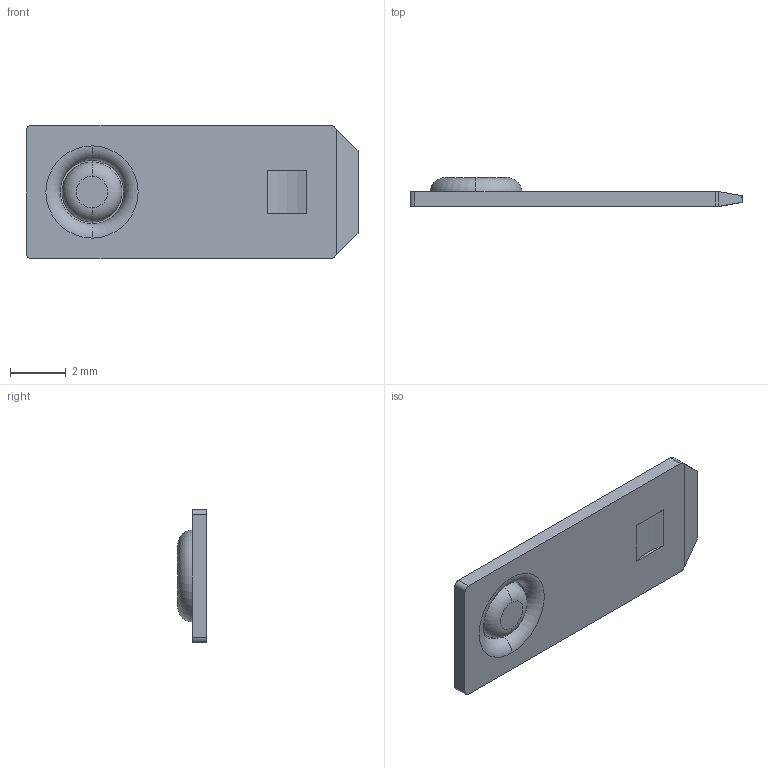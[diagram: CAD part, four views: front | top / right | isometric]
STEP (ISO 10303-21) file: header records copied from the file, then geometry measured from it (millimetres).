
FILE_DESCRIPTION (( 'STEP AP203' ), '1' );
FILE_NAME ('08352.STEP', '2015-02-18T17:32:14', ( '' ), ( '' ), 'SwSTEP 2.0', 'SolidWorks 2014', '' );
FILE_SCHEMA (( 'CONFIG_CONTROL_DESIGN' ));
Length unit declared in the file: inch
Products named in the file (1): 08352
Bounding box: 11.89 x 1.02 x 4.75 mm (x, y, z)
Volume: 29.6 mm3; surface area: 134.7 mm2
Topology: 1 solids, 1 shells, 30 faces, 68 edges, 44 vertices
Faces by surface type: plane 16, torus 8, cylinder 6
Entity records: 931 total; most frequent: DIRECTION 162, CARTESIAN_POINT 143, ORIENTED_EDGE 136, EDGE_CURVE 68, AXIS2_PLACEMENT_3D 63, VERTEX_POINT 44, LINE 36, VECTOR 36
